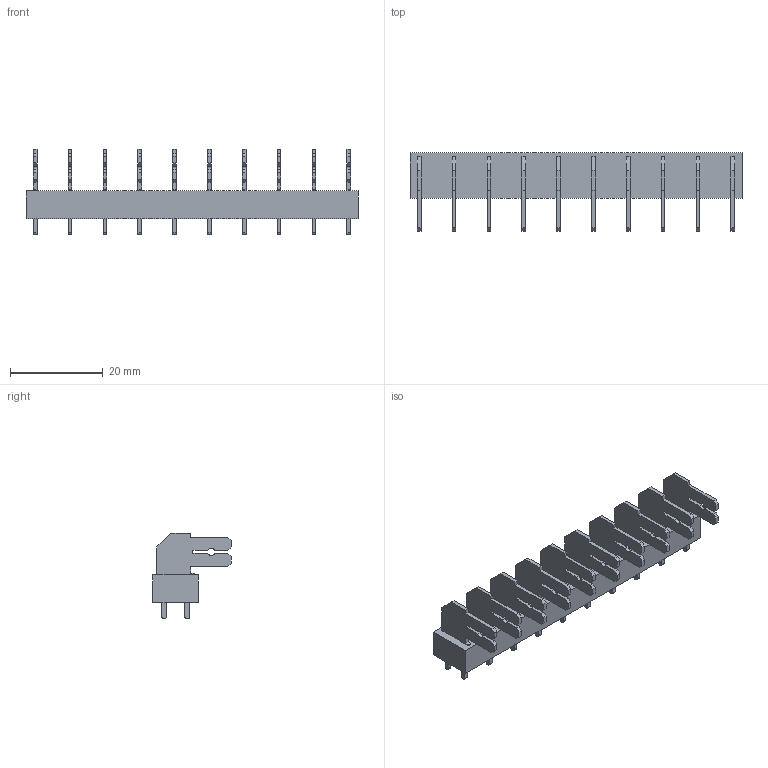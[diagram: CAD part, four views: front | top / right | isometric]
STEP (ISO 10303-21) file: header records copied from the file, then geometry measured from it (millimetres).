
FILE_DESCRIPTION(('CATIA V5 STEP','CAx-IF Rec.Pracs.--- Model Styling and Organization---1.2---2011-12-15'),'2;1');
FILE_NAME ('D1464944_0_9511660000_9511660000.stp','2018-09-01T07:19:01+00:00',('none'),('Weidmueller'),'CATIA Version 5-6 Release 2014','CATIA V5 STEP AP214','none');
FILE_SCHEMA(('AUTOMOTIVE_DESIGN { 1 0 10303 214 1 1 1 1 }'));
Length unit declared in the file: millimetre
Products named in the file (1): 9511660000
Bounding box: 71.5 x 16.85 x 18.5 mm (x, y, z)
Volume: 5126.9 mm3; surface area: 6143.2 mm2
Topology: 11 solids, 11 shells, 416 faces, 1182 edges, 788 vertices
Faces by surface type: plane 366, cylinder 50
Entity records: 11630 total; most frequent: ORIENTED_EDGE 2364, CARTESIAN_POINT 2048, DIRECTION 1336, EDGE_CURVE 1182, VECTOR 1082, LINE 1082, VERTEX_POINT 788, EDGE_LOOP 456
